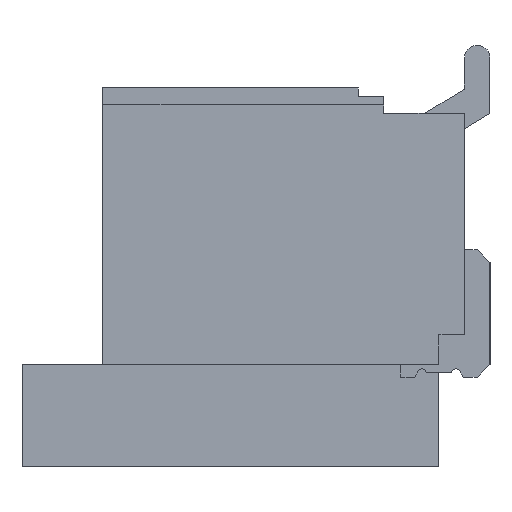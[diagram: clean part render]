
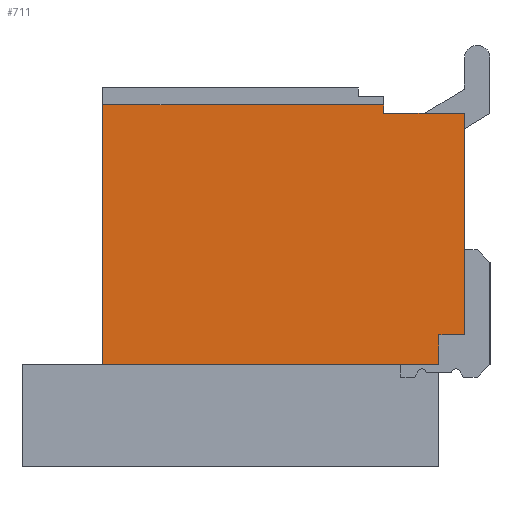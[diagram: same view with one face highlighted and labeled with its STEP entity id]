
A CAD part, left-side view. The second image highlights one B-rep face of the part: STEP entity #711.
In plain terms, the highlighted planar face has unit normal (-1, 0, 0).
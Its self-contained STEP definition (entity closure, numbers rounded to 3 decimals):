
#711 = ADVANCED_FACE( '', ( #1442 ), #1443, .F. );
#1442 = FACE_OUTER_BOUND( '', #2199, .T. );
#1443 = PLANE( '', #2200 );
#2199 = EDGE_LOOP( '', ( #4266, #4267, #4268, #4269, #4270, #4271, #4272, #4273 ) );
#2200 = AXIS2_PLACEMENT_3D( '', #4274, #4275, #4276 );
#4266 = ORIENTED_EDGE( '', *, *, #5320, .F. );
#4267 = ORIENTED_EDGE( '', *, *, #5224, .F. );
#4268 = ORIENTED_EDGE( '', *, *, #5565, .F. );
#4269 = ORIENTED_EDGE( '', *, *, #5297, .F. );
#4270 = ORIENTED_EDGE( '', *, *, #4946, .F. );
#4271 = ORIENTED_EDGE( '', *, *, #5468, .F. );
#4272 = ORIENTED_EDGE( '', *, *, #5292, .F. );
#4273 = ORIENTED_EDGE( '', *, *, #5126, .F. );
#4274 = CARTESIAN_POINT( '', ( -5.2, 0., 0. ) );
#4275 = DIRECTION( '', ( 1., 0., 0. ) );
#4276 = DIRECTION( '', ( 0., 0., -1. ) );
#4946 = EDGE_CURVE( '', #6065, #6067, #6068, .T. );
#5126 = EDGE_CURVE( '', #6353, #6355, #6356, .T. );
#5224 = EDGE_CURVE( '', #6498, #6500, #6501, .T. );
#5292 = EDGE_CURVE( '', #6355, #6607, #6608, .T. );
#5297 = EDGE_CURVE( '', #6067, #6615, #6616, .T. );
#5320 = EDGE_CURVE( '', #6500, #6353, #6645, .T. );
#5468 = EDGE_CURVE( '', #6607, #6065, #6824, .T. );
#5565 = EDGE_CURVE( '', #6615, #6498, #6937, .T. );
#6065 = VERTEX_POINT( '', #7628 );
#6067 = VERTEX_POINT( '', #7631 );
#6068 = LINE( '', #7632, #7633 );
#6353 = VERTEX_POINT( '', #8062 );
#6355 = VERTEX_POINT( '', #8065 );
#6356 = LINE( '', #8066, #8067 );
#6498 = VERTEX_POINT( '', #8277 );
#6500 = VERTEX_POINT( '', #8280 );
#6501 = LINE( '', #8281, #8282 );
#6607 = VERTEX_POINT( '', #8442 );
#6608 = LINE( '', #8443, #8444 );
#6615 = VERTEX_POINT( '', #8454 );
#6616 = LINE( '', #8455, #8456 );
#6645 = LINE( '', #8497, #8498 );
#6824 = LINE( '', #8767, #8768 );
#6937 = LINE( '', #8929, #8930 );
#7628 = CARTESIAN_POINT( '', ( -5.2, 0., -0.675 ) );
#7631 = CARTESIAN_POINT( '', ( -5.2, 0.3, -0.675 ) );
#7632 = CARTESIAN_POINT( '', ( -5.2, 0., -0.675 ) );
#7633 = VECTOR( '', #9250, 1000. );
#8062 = CARTESIAN_POINT( '', ( -5.2, 0.95, 2.025 ) );
#8065 = CARTESIAN_POINT( '', ( -5.2, 0.95, 1.925 ) );
#8066 = CARTESIAN_POINT( '', ( -5.2, 0.95, 2.125 ) );
#8067 = VECTOR( '', #9411, 1000. );
#8277 = CARTESIAN_POINT( '', ( -5.2, 4.25, -1.025 ) );
#8280 = CARTESIAN_POINT( '', ( -5.2, 4.25, 2.025 ) );
#8281 = CARTESIAN_POINT( '', ( -5.2, 4.25, -1.025 ) );
#8282 = VECTOR( '', #9499, 1000. );
#8442 = CARTESIAN_POINT( '', ( -5.2, 0., 1.925 ) );
#8443 = CARTESIAN_POINT( '', ( -5.2, 0.95, 1.925 ) );
#8444 = VECTOR( '', #9563, 1000. );
#8454 = CARTESIAN_POINT( '', ( -5.2, 0.3, -1.025 ) );
#8455 = CARTESIAN_POINT( '', ( -5.2, 0.3, -0.675 ) );
#8456 = VECTOR( '', #9567, 1000. );
#8497 = CARTESIAN_POINT( '', ( -5.2, 5.2, 2.025 ) );
#8498 = VECTOR( '', #9589, 1000. );
#8767 = CARTESIAN_POINT( '', ( -5.2, 0., 1.925 ) );
#8768 = VECTOR( '', #9698, 1000. );
#8929 = CARTESIAN_POINT( '', ( -5.2, 0., -1.025 ) );
#8930 = VECTOR( '', #9774, 1000. );
#9250 = DIRECTION( '', ( 0., 1., 0. ) );
#9411 = DIRECTION( '', ( 0., 0., -1. ) );
#9499 = DIRECTION( '', ( 0., 0., 1. ) );
#9563 = DIRECTION( '', ( 0., -1., 0. ) );
#9567 = DIRECTION( '', ( 0., 0., -1. ) );
#9589 = DIRECTION( '', ( 0., -1., 0. ) );
#9698 = DIRECTION( '', ( 0., 0., -1. ) );
#9774 = DIRECTION( '', ( 0., 1., 0. ) );
